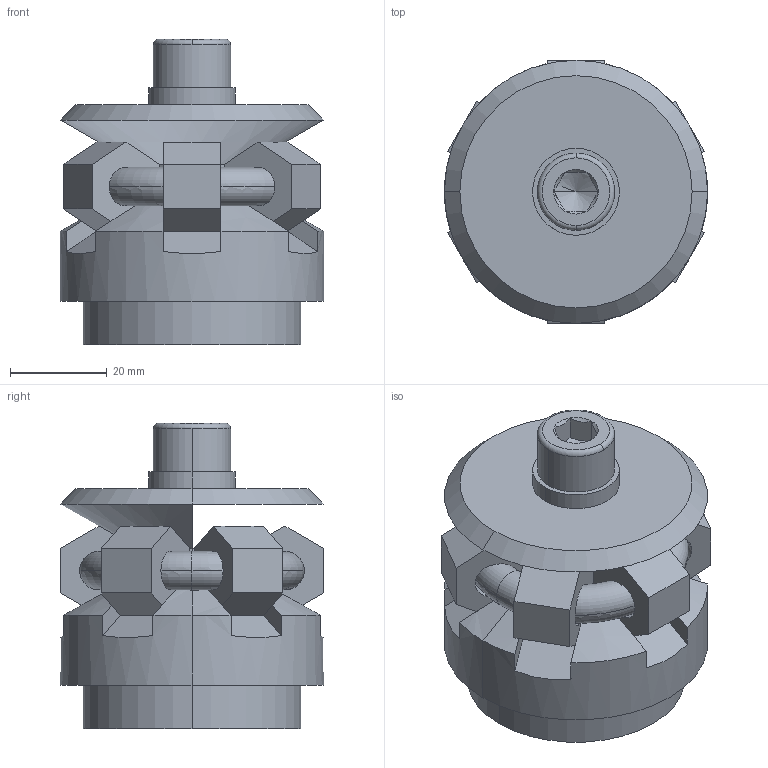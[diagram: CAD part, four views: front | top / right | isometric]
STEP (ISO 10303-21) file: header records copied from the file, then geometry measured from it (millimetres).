
FILE_DESCRIPTION(('STEP AP214'),'1');
FILE_NAME(' ',' ',('TraceParts'),('TraceParts S.A.'),'XStep 1.0',' ',' ');
FILE_SCHEMA(('automotive_design'));
Length unit declared in the file: millimetre
Products named in the file (1): 1
Bounding box: 54.5 x 54.5 x 63.2 mm (x, y, z)
Volume: 92355.5 mm3; surface area: 22864.3 mm2
Topology: 1 solids, 1 shells, 216 faces, 561 edges, 328 vertices
Faces by surface type: plane 110, cylinder 48, cone 32, torus 26
Entity records: 13023 total; most frequent: CARTESIAN_POINT 1986, ORIENTED_EDGE 1146, STYLED_ITEM 1085, PRESENTATION_STYLE_ASSIGNMENT 1085, COLOUR_RGB 1085, DIRECTION 974, EDGE_CURVE 547, CURVE_STYLE 547
